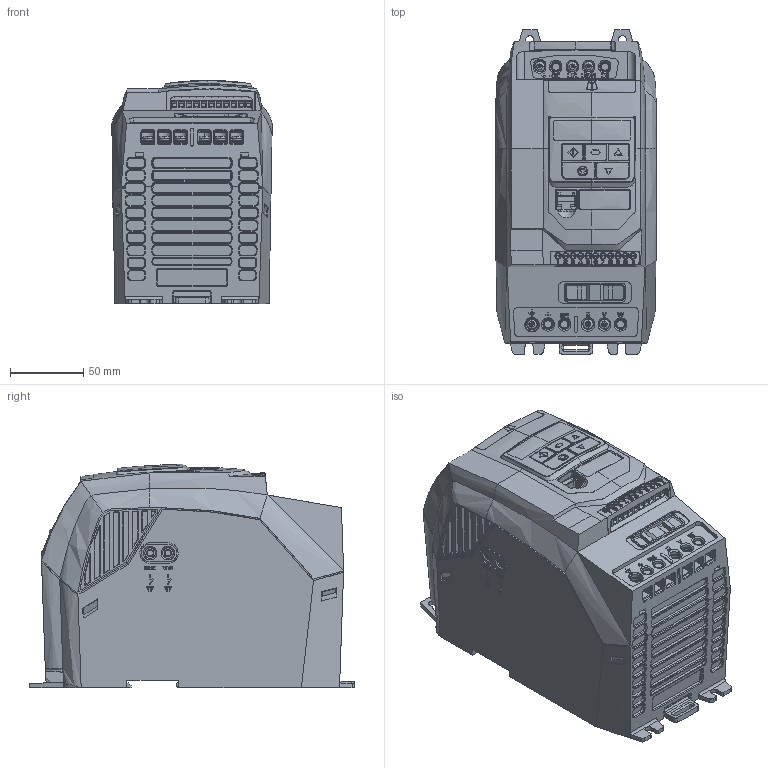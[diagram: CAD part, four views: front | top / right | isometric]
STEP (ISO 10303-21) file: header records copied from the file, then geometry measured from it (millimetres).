
FILE_DESCRIPTION (( 'STEP AP203' ), '1' );
FILE_NAME ('E3.IP20.SIZE2.STEP', '2022-01-04T08:56:41', ( '' ), ( '' ), 'SwSTEP 2.0', 'SolidWorks 2021', '' );
FILE_SCHEMA (( 'CONFIG_CONTROL_DESIGN' ));
Products named in the file (1): E3.IP20.SIZE2
Bounding box: 109.28 x 221 x 152.11 mm (x, y, z)
Volume: 2795428.8 mm3; surface area: 150680.4 mm2
Topology: 1 solids, 3 shells, 7817 faces, 21913 edges, 14322 vertices
Faces by surface type: plane 5890, bspline 1047, cylinder 722, cone 123, torus 34, sphere 1
Entity records: 299027 total; most frequent: CARTESIAN_POINT 119878, ORIENTED_EDGE 43778, DIRECTION 26999, EDGE_CURVE 21889, VERTEX_POINT 14321, LINE 11301, VECTOR 11301, B_SPLINE_CURVE_WITH_KNOTS 8997
